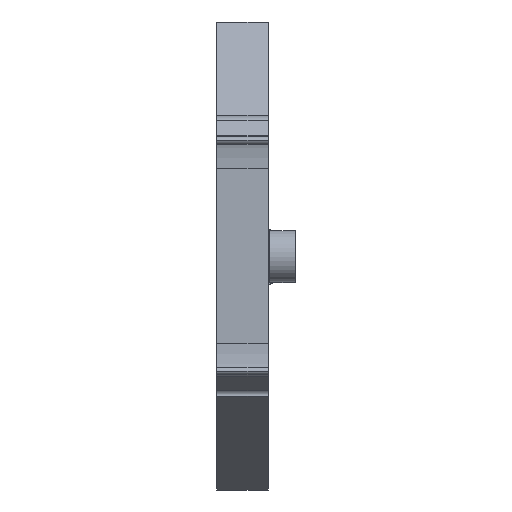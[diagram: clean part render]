
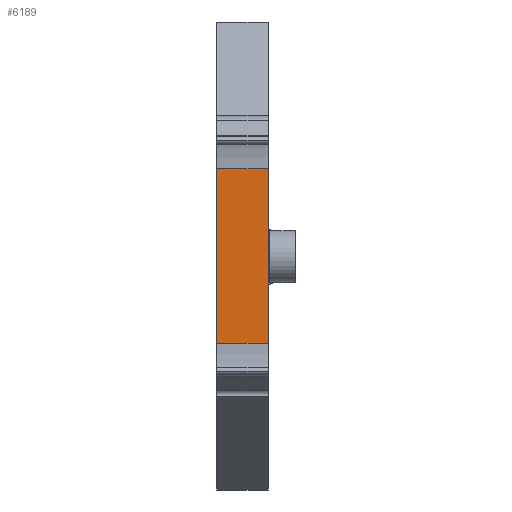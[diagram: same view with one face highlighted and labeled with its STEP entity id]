
A CAD part, top view. The second image highlights one B-rep face of the part: STEP entity #6189.
In plain terms, the highlighted planar face has unit normal (0, 0, 1).
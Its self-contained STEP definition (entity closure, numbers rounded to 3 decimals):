
#39=DIRECTION('',(0.,-1.,0.));
#40=VECTOR('',#39,33.812);
#41=CARTESIAN_POINT('',(0.,16.906,16.263));
#42=LINE('',#41,#40);
#1963=DIRECTION('',(1.,0.,0.));
#1964=VECTOR('',#1963,10.);
#1965=CARTESIAN_POINT('',(0.,-16.906,16.263));
#1966=LINE('',#1965,#1964);
#1967=DIRECTION('',(-1.,0.,0.));
#1968=VECTOR('',#1967,10.);
#1969=CARTESIAN_POINT('',(10.,16.906,16.263));
#1970=LINE('',#1969,#1968);
#1971=DIRECTION('',(0.,-1.,0.));
#1972=VECTOR('',#1971,33.812);
#1973=CARTESIAN_POINT('',(10.,16.906,16.263));
#1974=LINE('',#1973,#1972);
#3037=CARTESIAN_POINT('',(0.,-16.906,16.263));
#3038=CARTESIAN_POINT('',(10.,-16.906,16.263));
#3039=VERTEX_POINT('',#3037);
#3040=VERTEX_POINT('',#3038);
#3045=CARTESIAN_POINT('',(10.,16.906,16.263));
#3046=CARTESIAN_POINT('',(0.,16.906,16.263));
#3047=VERTEX_POINT('',#3045);
#3048=VERTEX_POINT('',#3046);
#6177=CARTESIAN_POINT('',(10.,0.,16.263));
#6178=DIRECTION('',(0.,0.,1.));
#6179=DIRECTION('',(0.,-1.,0.));
#6180=AXIS2_PLACEMENT_3D('',#6177,#6178,#6179);
#6181=PLANE('',#6180);
#6182=ORIENTED_EDGE('',*,*,#6171,.F.);
#6183=ORIENTED_EDGE('',*,*,#3741,.F.);
#6185=ORIENTED_EDGE('',*,*,#6184,.F.);
#6186=ORIENTED_EDGE('',*,*,#4158,.T.);
#6187=EDGE_LOOP('',(#6182,#6183,#6185,#6186));
#6188=FACE_OUTER_BOUND('',#6187,.F.);
#6189=ADVANCED_FACE('',(#6188),#6181,.T.);
#3741=EDGE_CURVE('',#3048,#3039,#42,.T.);
#4158=EDGE_CURVE('',#3047,#3040,#1974,.T.);
#6171=EDGE_CURVE('',#3039,#3040,#1966,.T.);
#6184=EDGE_CURVE('',#3047,#3048,#1970,.T.);
